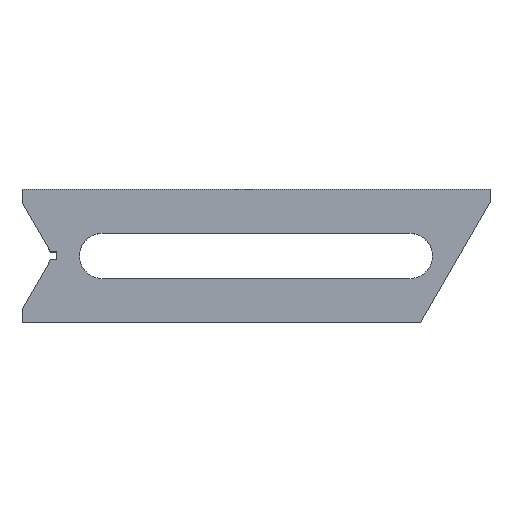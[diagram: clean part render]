
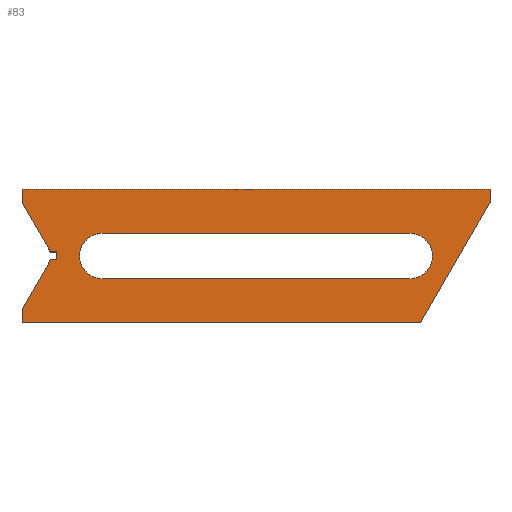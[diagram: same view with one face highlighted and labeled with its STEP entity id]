
A CAD part, top view. The second image highlights one B-rep face of the part: STEP entity #83.
In plain terms, the highlighted planar face has unit normal (0, 0, 1).
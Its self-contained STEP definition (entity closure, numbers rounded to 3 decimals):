
#83 = ADVANCED_FACE( '', ( #110, #111 ), #112, .F. );
#110 = FACE_BOUND( '', #146, .T. );
#111 = FACE_OUTER_BOUND( '', #147, .T. );
#112 = PLANE( '', #148 );
#146 = EDGE_LOOP( '', ( #232, #233, #234, #235 ) );
#147 = EDGE_LOOP( '', ( #236, #237, #238, #239, #240, #241, #242, #243, #244, #245, #246 ) );
#148 = AXIS2_PLACEMENT_3D( '', #247, #248, #249 );
#232 = ORIENTED_EDGE( '', *, *, #338, .T. );
#233 = ORIENTED_EDGE( '', *, *, #319, .T. );
#234 = ORIENTED_EDGE( '', *, *, #316, .T. );
#235 = ORIENTED_EDGE( '', *, *, #339, .T. );
#236 = ORIENTED_EDGE( '', *, *, #308, .T. );
#237 = ORIENTED_EDGE( '', *, *, #340, .T. );
#238 = ORIENTED_EDGE( '', *, *, #341, .T. );
#239 = ORIENTED_EDGE( '', *, *, #342, .T. );
#240 = ORIENTED_EDGE( '', *, *, #343, .T. );
#241 = ORIENTED_EDGE( '', *, *, #344, .T. );
#242 = ORIENTED_EDGE( '', *, *, #310, .T. );
#243 = ORIENTED_EDGE( '', *, *, #345, .T. );
#244 = ORIENTED_EDGE( '', *, *, #333, .T. );
#245 = ORIENTED_EDGE( '', *, *, #336, .T. );
#246 = ORIENTED_EDGE( '', *, *, #337, .T. );
#247 = CARTESIAN_POINT( '', ( -30., 25., 20. ) );
#248 = DIRECTION( '', ( 0., 0., -1. ) );
#249 = DIRECTION( '', ( -1., 0., 0. ) );
#308 = EDGE_CURVE( '', #356, #354, #357, .T. );
#310 = EDGE_CURVE( '', #359, #360, #361, .T. );
#316 = EDGE_CURVE( '', #372, #370, #373, .T. );
#319 = EDGE_CURVE( '', #377, #372, #378, .T. );
#333 = EDGE_CURVE( '', #401, #399, #402, .T. );
#336 = EDGE_CURVE( '', #399, #404, #406, .T. );
#337 = EDGE_CURVE( '', #404, #356, #407, .T. );
#338 = EDGE_CURVE( '', #408, #377, #409, .T. );
#339 = EDGE_CURVE( '', #370, #408, #410, .T. );
#340 = EDGE_CURVE( '', #354, #411, #412, .T. );
#341 = EDGE_CURVE( '', #411, #413, #414, .T. );
#342 = EDGE_CURVE( '', #413, #415, #416, .T. );
#343 = EDGE_CURVE( '', #415, #417, #418, .T. );
#344 = EDGE_CURVE( '', #417, #359, #419, .T. );
#345 = EDGE_CURVE( '', #360, #401, #420, .T. );
#354 = VERTEX_POINT( '', #430 );
#356 = VERTEX_POINT( '', #433 );
#357 = LINE( '', #434, #435 );
#359 = VERTEX_POINT( '', #438 );
#360 = VERTEX_POINT( '', #439 );
#361 = LINE( '', #440, #441 );
#370 = VERTEX_POINT( '', #454 );
#372 = VERTEX_POINT( '', #457 );
#373 = LINE( '', #458, #459 );
#377 = VERTEX_POINT( '', #464 );
#378 = CIRCLE( '', #465, 8.5 );
#399 = VERTEX_POINT( '', #497 );
#401 = VERTEX_POINT( '', #500 );
#402 = LINE( '', #501, #502 );
#404 = VERTEX_POINT( '', #505 );
#406 = LINE( '', #508, #509 );
#407 = LINE( '', #510, #511 );
#408 = VERTEX_POINT( '', #512 );
#409 = LINE( '', #513, #514 );
#410 = CIRCLE( '', #515, 8.5 );
#411 = VERTEX_POINT( '', #516 );
#412 = LINE( '', #517, #518 );
#413 = VERTEX_POINT( '', #519 );
#414 = LINE( '', #520, #521 );
#415 = VERTEX_POINT( '', #522 );
#416 = LINE( '', #523, #524 );
#417 = VERTEX_POINT( '', #525 );
#418 = LINE( '', #526, #527 );
#419 = LINE( '', #528, #529 );
#420 = LINE( '', #530, #531 );
#430 = CARTESIAN_POINT( '', ( -30., 20., 20. ) );
#433 = CARTESIAN_POINT( '', ( -30., 25., 20. ) );
#434 = CARTESIAN_POINT( '', ( -30., 25., 20. ) );
#435 = VECTOR( '', #544, 1000. );
#438 = CARTESIAN_POINT( '', ( -30., -20., 20. ) );
#439 = CARTESIAN_POINT( '', ( -30., -25., 20. ) );
#440 = CARTESIAN_POINT( '', ( -30., 25., 20. ) );
#441 = VECTOR( '', #546, 1000. );
#454 = CARTESIAN_POINT( '', ( 115., 8.5, 20. ) );
#457 = CARTESIAN_POINT( '', ( 0., 8.5, 20. ) );
#458 = CARTESIAN_POINT( '', ( 0., 8.5, 20. ) );
#459 = VECTOR( '', #552, 1000. );
#464 = CARTESIAN_POINT( '', ( 0., -8.5, 20. ) );
#465 = AXIS2_PLACEMENT_3D( '', #557, #558, #559 );
#497 = CARTESIAN_POINT( '', ( 145., 20., 20. ) );
#500 = CARTESIAN_POINT( '', ( 119.019, -25., 20. ) );
#501 = CARTESIAN_POINT( '', ( 145., 20., 20. ) );
#502 = VECTOR( '', #575, 1000. );
#505 = CARTESIAN_POINT( '', ( 145., 25., 20. ) );
#508 = CARTESIAN_POINT( '', ( 145., 20., 20. ) );
#509 = VECTOR( '', #578, 1000. );
#510 = CARTESIAN_POINT( '', ( 145., 25., 20. ) );
#511 = VECTOR( '', #579, 1000. );
#512 = CARTESIAN_POINT( '', ( 115., -8.5, 20. ) );
#513 = CARTESIAN_POINT( '', ( 115., -8.5, 20. ) );
#514 = VECTOR( '', #580, 1000. );
#515 = AXIS2_PLACEMENT_3D( '', #581, #582, #583 );
#516 = CARTESIAN_POINT( '', ( -19.319, 1.5, 20. ) );
#517 = CARTESIAN_POINT( '', ( -30., 20., 20. ) );
#518 = VECTOR( '', #584, 1000. );
#519 = CARTESIAN_POINT( '', ( -17., 1.5, 20. ) );
#520 = CARTESIAN_POINT( '', ( -19.319, 1.5, 20. ) );
#521 = VECTOR( '', #585, 1000. );
#522 = CARTESIAN_POINT( '', ( -17., -1.5, 20. ) );
#523 = CARTESIAN_POINT( '', ( -17., 1.5, 20. ) );
#524 = VECTOR( '', #586, 1000. );
#525 = CARTESIAN_POINT( '', ( -19.319, -1.5, 20. ) );
#526 = CARTESIAN_POINT( '', ( -17., -1.5, 20. ) );
#527 = VECTOR( '', #587, 1000. );
#528 = CARTESIAN_POINT( '', ( -19.319, -1.5, 20. ) );
#529 = VECTOR( '', #588, 1000. );
#530 = CARTESIAN_POINT( '', ( -30., -25., 20. ) );
#531 = VECTOR( '', #589, 1000. );
#544 = DIRECTION( '', ( 0., -1., 0. ) );
#546 = DIRECTION( '', ( 0., -1., 0. ) );
#552 = DIRECTION( '', ( 1., 0., 0. ) );
#557 = CARTESIAN_POINT( '', ( 0., 0., 20. ) );
#558 = DIRECTION( '', ( 0., 0., -1. ) );
#559 = DIRECTION( '', ( 1., 0., 0. ) );
#575 = DIRECTION( '', ( 0.5, 0.866, 0. ) );
#578 = DIRECTION( '', ( 0., 1., 0. ) );
#579 = DIRECTION( '', ( -1., 0., 0. ) );
#580 = DIRECTION( '', ( -1., 0., 0. ) );
#581 = CARTESIAN_POINT( '', ( 115., 0., 20. ) );
#582 = DIRECTION( '', ( 0., 0., -1. ) );
#583 = DIRECTION( '', ( -1., 0., 0. ) );
#584 = DIRECTION( '', ( 0.5, -0.866, 0. ) );
#585 = DIRECTION( '', ( 1., 0., 0. ) );
#586 = DIRECTION( '', ( 0., -1., 0. ) );
#587 = DIRECTION( '', ( -1., 0., 0. ) );
#588 = DIRECTION( '', ( -0.5, -0.866, 0. ) );
#589 = DIRECTION( '', ( 1., 0., 0. ) );
